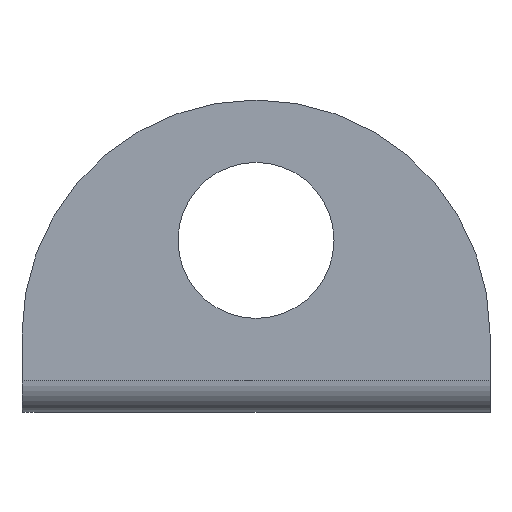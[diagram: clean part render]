
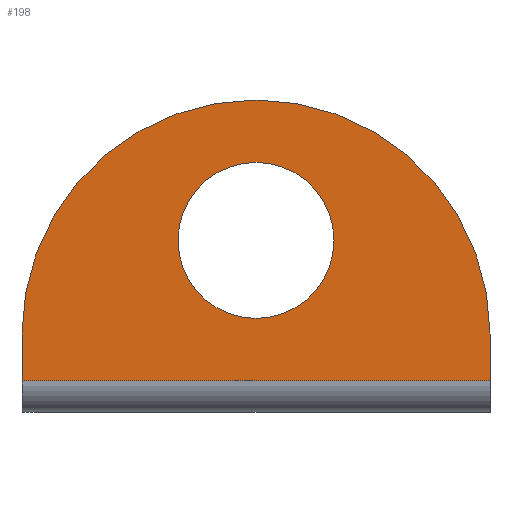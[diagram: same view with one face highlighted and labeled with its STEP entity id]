
A CAD part, left-side view. The second image highlights one B-rep face of the part: STEP entity #198.
In plain terms, the highlighted planar face has unit normal (-1, 0, 0).
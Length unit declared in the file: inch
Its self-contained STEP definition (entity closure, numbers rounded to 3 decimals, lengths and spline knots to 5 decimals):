
#7 = ORIENTED_EDGE ( 'NONE', *, *, #248, .F. ) ;
#50 = ORIENTED_EDGE ( 'NONE', *, *, #129, .T. ) ;
#64 = EDGE_CURVE ( 'NONE', #721, #721, #127, .T. ) ;
#65 = ORIENTED_EDGE ( 'NONE', *, *, #64, .T. ) ;
#76 = EDGE_LOOP ( 'NONE', ( #65 ) ) ;
#80 = EDGE_LOOP ( 'NONE', ( #50, #7, #539, #314 ) ) ;
#83 = AXIS2_PLACEMENT_3D ( 'NONE', #672, #547, #251 ) ;
#127 = CIRCLE ( 'NONE', #505, 0.98425 ) ;
#129 = EDGE_CURVE ( 'NONE', #708, #410, #668, .T. ) ;
#131 = CARTESIAN_POINT ( 'NONE',  ( -0.19685, -2.95276, 0. ) ) ;
#143 = DIRECTION ( 'NONE',  ( 1., 0., 0. ) ) ;
#174 = VERTEX_POINT ( 'NONE', #381 ) ;
#177 = VECTOR ( 'NONE', #553, 39.37008 ) ;
#195 = DIRECTION ( 'NONE',  ( 0., 0., 1. ) ) ;
#198 = ADVANCED_FACE ( 'NONE', ( #425, #440 ), #371, .T. ) ;
#210 = CARTESIAN_POINT ( 'NONE',  ( -0.19685, 2.95276, -0.59055 ) ) ;
#213 = AXIS2_PLACEMENT_3D ( 'NONE', #270, #744, #509 ) ;
#218 = DIRECTION ( 'NONE',  ( 0., 1., 0. ) ) ;
#248 = EDGE_CURVE ( 'NONE', #610, #410, #358, .T. ) ;
#251 = DIRECTION ( 'NONE',  ( 0., -1., 0. ) ) ;
#270 = CARTESIAN_POINT ( 'NONE',  ( -0.19685, 0., 0. ) ) ;
#278 = CARTESIAN_POINT ( 'NONE',  ( -0.19685, 0., 1.1811 ) ) ;
#314 = ORIENTED_EDGE ( 'NONE', *, *, #617, .F. ) ;
#358 = CIRCLE ( 'NONE', #213, 2.95276 ) ;
#371 = PLANE ( 'NONE',  #83 ) ;
#381 = CARTESIAN_POINT ( 'NONE',  ( -0.19685, 2.95276, -0.59055 ) ) ;
#394 = VECTOR ( 'NONE', #195, 39.37008 ) ;
#410 = VERTEX_POINT ( 'NONE', #525 ) ;
#421 = LINE ( 'NONE', #426, #177 ) ;
#425 = FACE_OUTER_BOUND ( 'NONE', #80, .T. ) ;
#426 = CARTESIAN_POINT ( 'NONE',  ( -0.19685, 2.95276, -0.7874 ) ) ;
#440 = FACE_BOUND ( 'NONE', #76, .T. ) ;
#459 = CARTESIAN_POINT ( 'NONE',  ( -0.19685, 2.95276, 0. ) ) ;
#485 = CARTESIAN_POINT ( 'NONE',  ( -0.19685, 0.98425, 1.1811 ) ) ;
#505 = AXIS2_PLACEMENT_3D ( 'NONE', #278, #143, #737 ) ;
#509 = DIRECTION ( 'NONE',  ( 0., 0., -1. ) ) ;
#516 = EDGE_CURVE ( 'NONE', #610, #174, #421, .T. ) ;
#525 = CARTESIAN_POINT ( 'NONE',  ( -0.19685, -2.95276, 0. ) ) ;
#539 = ORIENTED_EDGE ( 'NONE', *, *, #516, .T. ) ;
#547 = DIRECTION ( 'NONE',  ( -1., 0., 0. ) ) ;
#553 = DIRECTION ( 'NONE',  ( 0., 0., -1. ) ) ;
#583 = VECTOR ( 'NONE', #218, 39.37008 ) ;
#610 = VERTEX_POINT ( 'NONE', #459 ) ;
#615 = CARTESIAN_POINT ( 'NONE',  ( -0.19685, -2.95276, -0.59055 ) ) ;
#617 = EDGE_CURVE ( 'NONE', #708, #174, #622, .T. ) ;
#622 = LINE ( 'NONE', #210, #583 ) ;
#668 = LINE ( 'NONE', #131, #394 ) ;
#672 = CARTESIAN_POINT ( 'NONE',  ( -0.19685, 0., 0. ) ) ;
#708 = VERTEX_POINT ( 'NONE', #615 ) ;
#721 = VERTEX_POINT ( 'NONE', #485 ) ;
#737 = DIRECTION ( 'NONE',  ( 0., 1., 0. ) ) ;
#744 = DIRECTION ( 'NONE',  ( 1., 0., 0. ) ) ;
